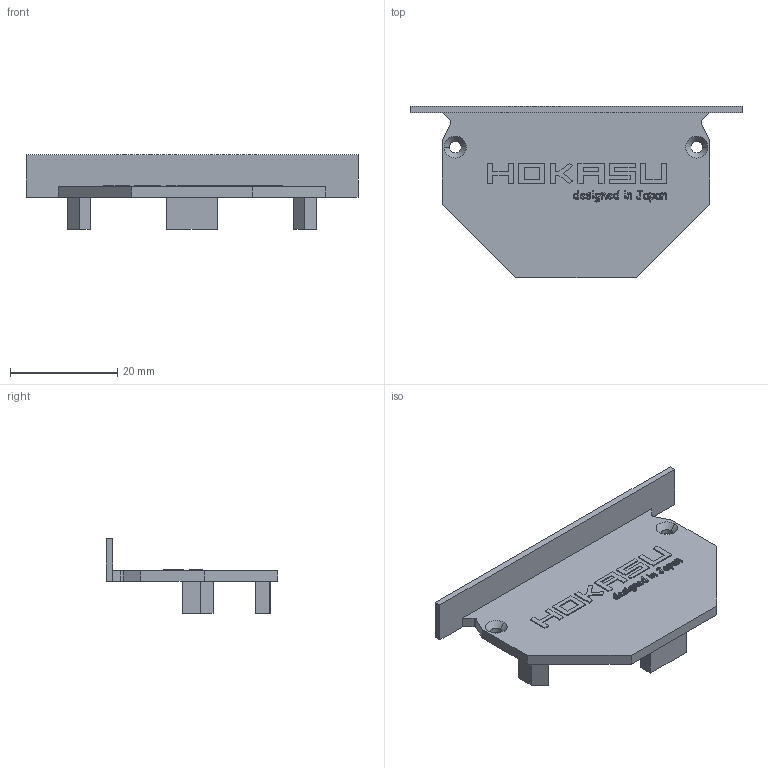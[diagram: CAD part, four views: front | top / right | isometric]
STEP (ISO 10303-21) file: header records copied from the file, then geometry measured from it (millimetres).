
FILE_DESCRIPTION (( 'STEP AP214' ), '1' );
FILE_NAME ('4932in v2-0_諘蜱齁罻.STEP', '2020-02-24T17:16:27', ( '' ), ( '' ), 'SwSTEP 2.0', 'SolidWorks 2018', '' );
FILE_SCHEMA (( 'AUTOMOTIVE_DESIGN' ));
Length unit declared in the file: millimetre
Products named in the file (1): 4932in v2-0_諘蜱齁罻
Bounding box: 62 x 32 x 14 mm (x, y, z)
Volume: 3608.6 mm3; surface area: 4342.9 mm2
Topology: 1 solids, 1 shells, 588 faces, 1646 edges, 1096 vertices
Faces by surface type: bspline 406, plane 167, cylinder 11, cone 4
Entity records: 21035 total; most frequent: CARTESIAN_POINT 8609, ORIENTED_EDGE 3292, EDGE_CURVE 1646, DIRECTION 1226, VERTEX_POINT 1096, B_SPLINE_CURVE_WITH_KNOTS 812, VECTOR 808, LINE 808
